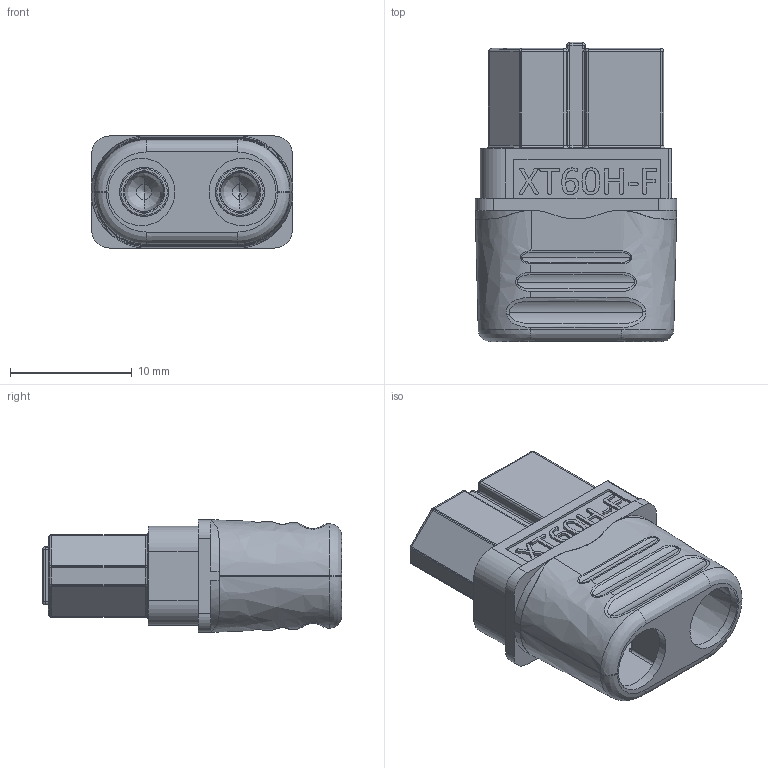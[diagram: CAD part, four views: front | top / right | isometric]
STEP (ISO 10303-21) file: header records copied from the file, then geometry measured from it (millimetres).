
FILE_DESCRIPTION (( 'STEP AP214' ), '1' );
FILE_NAME ('XT60H-F.STEP', '2019-06-25T21:05:39', ( '' ), ( '' ), 'SwSTEP 2.0', 'SolidWorks 2019', '' );
FILE_SCHEMA (( 'AUTOMOTIVE_DESIGN' ));
Length unit declared in the file: millimetre
Products named in the file (1): XT60H-F
Bounding box: 16.5 x 24.55 x 9.2 mm (x, y, z)
Volume: 1700.8 mm3; surface area: 3232.6 mm2
Topology: 4 solids, 4 shells, 614 faces, 1610 edges, 1004 vertices
Faces by surface type: plane 190, bspline 188, cylinder 181, torus 27, sphere 24, cone 4
Entity records: 30432 total; most frequent: CARTESIAN_POINT 17042, ORIENTED_EDGE 3166, DIRECTION 2131, EDGE_CURVE 1583, VERTEX_POINT 1004, AXIS2_PLACEMENT_3D 757, EDGE_LOOP 649, B_SPLINE_CURVE_WITH_KNOTS 632
